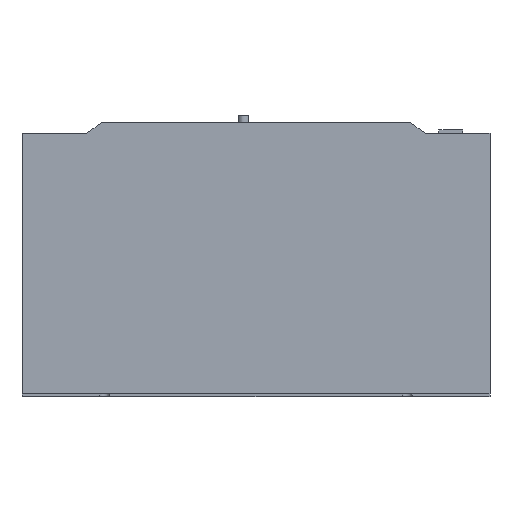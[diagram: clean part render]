
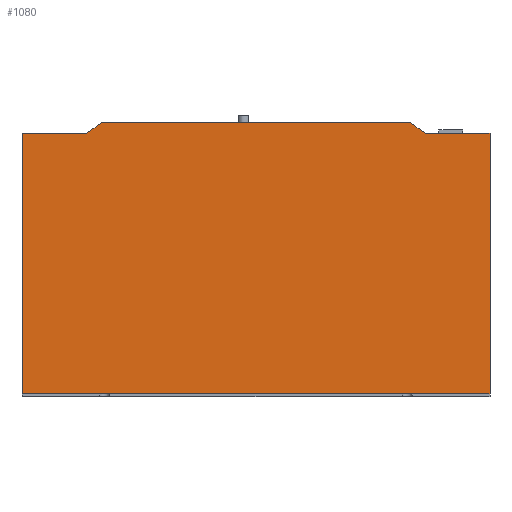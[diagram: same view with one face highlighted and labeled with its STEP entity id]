
A CAD part, front view. The second image highlights one B-rep face of the part: STEP entity #1080.
In plain terms, the highlighted planar face has unit normal (0, -1, 0).
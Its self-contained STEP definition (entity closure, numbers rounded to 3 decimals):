
#49 = CARTESIAN_POINT ( 'NONE',  ( -235., -480., 365.5 ) ) ;
#169 = DIRECTION ( 'NONE',  ( -0.8, 0., 0.6 ) ) ;
#259 = DIRECTION ( 'NONE',  ( -1., 0., 0. ) ) ;
#296 = VERTEX_POINT ( 'NONE', #1131 ) ;
#368 = ORIENTED_EDGE ( 'NONE', *, *, #1432, .T. ) ;
#393 = EDGE_LOOP ( 'NONE', ( #2563, #1350, #368, #497, #733, #1998, #2004, #1695 ) ) ;
#461 = CARTESIAN_POINT ( 'NONE',  ( 325., -480., 4. ) ) ;
#497 = ORIENTED_EDGE ( 'NONE', *, *, #2556, .T. ) ;
#515 = LINE ( 'NONE', #931, #1990 ) ;
#556 = CARTESIAN_POINT ( 'NONE',  ( -325., -480., 365.5 ) ) ;
#588 = CARTESIAN_POINT ( 'NONE',  ( 364.962, -480., 268.029 ) ) ;
#618 = CARTESIAN_POINT ( 'NONE',  ( -780.962, -480., -43.971 ) ) ;
#629 = CARTESIAN_POINT ( 'NONE',  ( 325., -480., -651.92 ) ) ;
#683 = VERTEX_POINT ( 'NONE', #1688 ) ;
#712 = LINE ( 'NONE', #588, #844 ) ;
#718 = LINE ( 'NONE', #1521, #2064 ) ;
#733 = ORIENTED_EDGE ( 'NONE', *, *, #1831, .T. ) ;
#736 = VERTEX_POINT ( 'NONE', #868 ) ;
#747 = VECTOR ( 'NONE', #2126, 1000. ) ;
#777 = PLANE ( 'NONE',  #1684 ) ;
#795 = DIRECTION ( 'NONE',  ( 0., 0., 1. ) ) ;
#833 = VERTEX_POINT ( 'NONE', #461 ) ;
#844 = VECTOR ( 'NONE', #169, 1000. ) ;
#868 = CARTESIAN_POINT ( 'NONE',  ( 215., -480., 380.5 ) ) ;
#909 = DIRECTION ( 'NONE',  ( -1., 0., 0. ) ) ;
#931 = CARTESIAN_POINT ( 'NONE',  ( -325., -480., 4. ) ) ;
#1051 = CARTESIAN_POINT ( 'NONE',  ( -215., -480., 380.5 ) ) ;
#1080 = ADVANCED_FACE ( 'NONE', ( #1320 ), #777, .F. ) ;
#1081 = DIRECTION ( 'NONE',  ( 0., 0., 1. ) ) ;
#1131 = CARTESIAN_POINT ( 'NONE',  ( 325., -480., 365.5 ) ) ;
#1267 = CARTESIAN_POINT ( 'NONE',  ( 235., -480., 365.5 ) ) ;
#1314 = CARTESIAN_POINT ( 'NONE',  ( -325., -480., 365.5 ) ) ;
#1320 = FACE_OUTER_BOUND ( 'NONE', #393, .T. ) ;
#1350 = ORIENTED_EDGE ( 'NONE', *, *, #2214, .T. ) ;
#1379 = VECTOR ( 'NONE', #2197, 1000. ) ;
#1432 = EDGE_CURVE ( 'NONE', #736, #2531, #718, .T. ) ;
#1436 = VERTEX_POINT ( 'NONE', #49 ) ;
#1511 = LINE ( 'NONE', #1314, #1950 ) ;
#1521 = CARTESIAN_POINT ( 'NONE',  ( -325., -480., 380.5 ) ) ;
#1608 = EDGE_CURVE ( 'NONE', #683, #2080, #2391, .T. ) ;
#1635 = VERTEX_POINT ( 'NONE', #1267 ) ;
#1675 = VECTOR ( 'NONE', #1081, 1000. ) ;
#1684 = AXIS2_PLACEMENT_3D ( 'NONE', #1833, #2260, #795 ) ;
#1688 = CARTESIAN_POINT ( 'NONE',  ( -325., -480., 4. ) ) ;
#1695 = ORIENTED_EDGE ( 'NONE', *, *, #2584, .T. ) ;
#1831 = EDGE_CURVE ( 'NONE', #1436, #2080, #2388, .T. ) ;
#1833 = CARTESIAN_POINT ( 'NONE',  ( -325., -480., -651.92 ) ) ;
#1865 = EDGE_CURVE ( 'NONE', #833, #683, #515, .T. ) ;
#1908 = LINE ( 'NONE', #618, #747 ) ;
#1950 = VECTOR ( 'NONE', #259, 1000. ) ;
#1971 = EDGE_CURVE ( 'NONE', #296, #1635, #1511, .T. ) ;
#1990 = VECTOR ( 'NONE', #2604, 1000. ) ;
#1998 = ORIENTED_EDGE ( 'NONE', *, *, #1608, .F. ) ;
#2004 = ORIENTED_EDGE ( 'NONE', *, *, #1865, .F. ) ;
#2064 = VECTOR ( 'NONE', #909, 1000. ) ;
#2080 = VERTEX_POINT ( 'NONE', #556 ) ;
#2114 = CARTESIAN_POINT ( 'NONE',  ( -325., -480., -651.92 ) ) ;
#2126 = DIRECTION ( 'NONE',  ( -0.8, 0., -0.6 ) ) ;
#2174 = CARTESIAN_POINT ( 'NONE',  ( -325., -480., 365.5 ) ) ;
#2197 = DIRECTION ( 'NONE',  ( -1., 0., 0. ) ) ;
#2214 = EDGE_CURVE ( 'NONE', #1635, #736, #712, .T. ) ;
#2250 = LINE ( 'NONE', #629, #1675 ) ;
#2260 = DIRECTION ( 'NONE',  ( 0., 1., 0. ) ) ;
#2321 = VECTOR ( 'NONE', #2743, 1000. ) ;
#2388 = LINE ( 'NONE', #2174, #1379 ) ;
#2391 = LINE ( 'NONE', #2114, #2321 ) ;
#2531 = VERTEX_POINT ( 'NONE', #1051 ) ;
#2556 = EDGE_CURVE ( 'NONE', #2531, #1436, #1908, .T. ) ;
#2563 = ORIENTED_EDGE ( 'NONE', *, *, #1971, .T. ) ;
#2584 = EDGE_CURVE ( 'NONE', #833, #296, #2250, .T. ) ;
#2604 = DIRECTION ( 'NONE',  ( -1., 0., 0. ) ) ;
#2743 = DIRECTION ( 'NONE',  ( 0., 0., 1. ) ) ;
